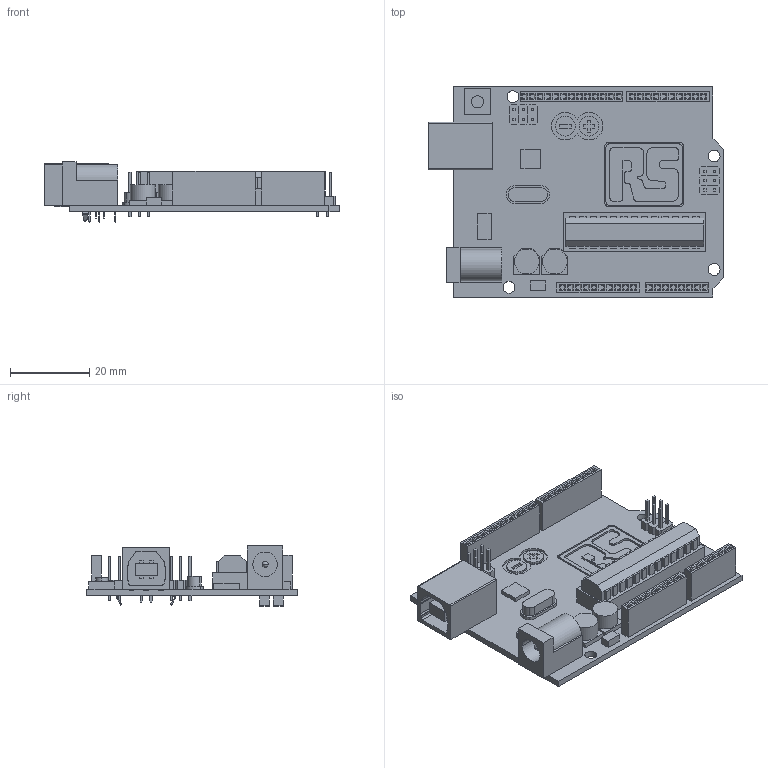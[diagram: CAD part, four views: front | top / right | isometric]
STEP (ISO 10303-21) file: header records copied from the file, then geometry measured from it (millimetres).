
FILE_DESCRIPTION(('STEP AP242'),'1');
FILE_NAME('70415681.stp','2018-12-09T08:43:09',('TraceParts'),('TraceParts S.A.'),'Spatial InterOp 3D',' ',' ');
FILE_SCHEMA(('AP242_MANAGED_MODEL_BASED_3D_ENGINEERING_MIM_LF {1 0 10303 442 1 1 4}'));
Length unit declared in the file: millimetre
Products named in the file (1): 70415681
Bounding box: 74.7 x 53.2 x 15.2 mm (x, y, z)
Volume: 12503.5 mm3; surface area: 14696.5 mm2
Topology: 1 solids, 5 shells, 1073 faces, 2696 edges, 1736 vertices
Faces by surface type: plane 967, cylinder 104, sphere 2
Entity records: 42821 total; most frequent: CARTESIAN_POINT 5504, ORIENTED_EDGE 5388, DIRECTION 5057, EDGE_CURVE 2694, LINE 2479, VECTOR 2479, VERTEX_POINT 1736, STYLED_ITEM 1639
